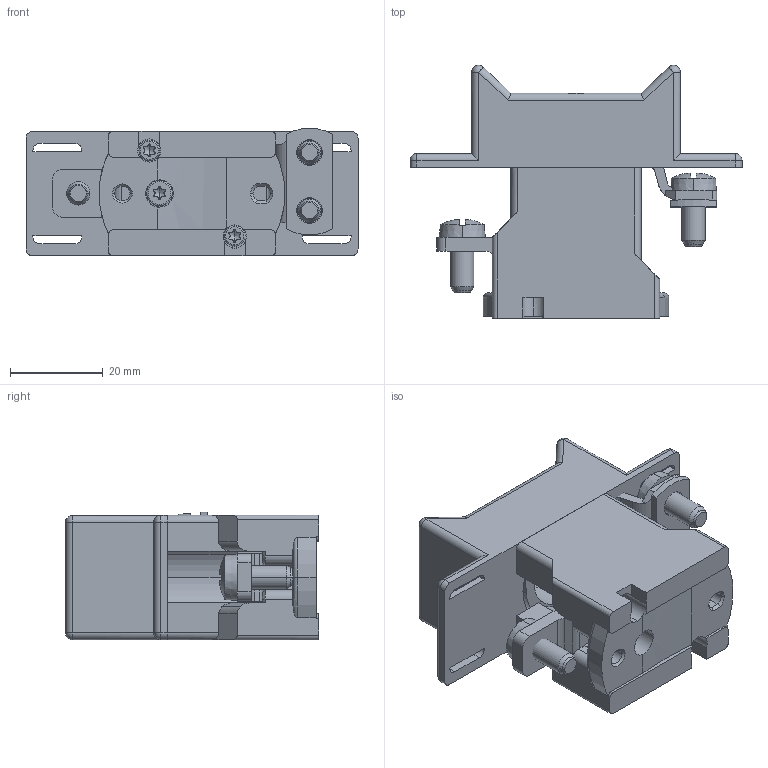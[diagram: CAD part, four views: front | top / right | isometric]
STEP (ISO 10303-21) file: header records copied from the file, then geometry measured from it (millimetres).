
FILE_DESCRIPTION((''),'2;1');
FILE_NAME('002251005_PZ_D02_1P_ASM','2021-05-12T',('marketing.praksa'),('Audax d.o.o.'),'CREO PARAMETRIC BY PTC INC, 2017480','CREO PARAMETRIC BY PTC INC, 2017480','');
FILE_SCHEMA(('AUTOMOTIVE_DESIGN { 1 0 10303 214 1 1 1 1 }'));
Products named in the file (20): E18_NOVJA_1_1_1_1_1; ASDFDSH_ASM_1_1_ASM_1_ASM_1_ASM; CLICK-ON_ASM_1_1_ASM_1_ASM_1_ASM; COPPER_ASM_1_1_ASM_1_ASM_1; 0000060159_1_1_2_3_1; 0000060159_1_1_1_2_1_1; M5-SCREW_ASM_1_1_ASM_1_ASM_1_ASM; UN_M5_1_1_1_1_1; UN-SCR_ASM_1_1_ASM_1_ASM_1_ASM; METAL-1XM5_1; KK_ASM_1_ASM; 0000059957_1_1_1_1_1_1_1; PRT9494_1_1_1_1; PRT9494_1_2_1_1; PRT9494_1_3_1_1; PRT9494_1_ASM_1_ASM_1_ASM; PRT9495_1_1_1_1; M-BASE; 0000059956_1_1_1_1_1_1_1; 002251005_PZ_D02_1P_ASM
Assembly tree (21 placements, depth 3):
  002251005_PZ_D02_1P_ASM
    ASDFDSH_ASM_1_1_ASM_1_ASM_1_ASM
      E18_NOVJA_1_1_1_1_1
    CLICK-ON_ASM_1_1_ASM_1_ASM_1_ASM
    COPPER_ASM_1_1_ASM_1_ASM_1
    M5-SCREW_ASM_1_1_ASM_1_ASM_1_ASM
      0000060159_1_1_2_3_1
      0000060159_1_1_1_2_1_1  x2
    UN-SCR_ASM_1_1_ASM_1_ASM_1_ASM
      UN_M5_1_1_1_1_1
    KK_ASM_1_ASM
      METAL-1XM5_1
    0000059957_1_1_1_1_1_1_1  x2
    PRT9494_1_ASM_1_ASM_1_ASM
      PRT9494_1_1_1_1
      PRT9494_1_2_1_1
      PRT9494_1_3_1_1
    PRT9495_1_1_1_1
    M-BASE
    0000059956_1_1_1_1_1_1_1
Bounding box: 71.5 x 54.5 x 27.5 mm (x, y, z)
Volume: 37604 mm3; surface area: 22621.6 mm2
Topology: 14 solids, 19 shells, 665 faces, 1869 edges, 1226 vertices
Faces by surface type: plane 325, cylinder 238, cone 66, torus 22, sphere 14
Entity records: 29366 total; most frequent: CARTESIAN_POINT 4764, DIRECTION 3250, ORIENTED_EDGE 3242, PRESENTATION_STYLE_ASSIGNMENT 2065, STYLED_ITEM 1641, CURVE_STYLE 1627, EDGE_CURVE 1627, AXIS2_PLACEMENT_3D 1195
